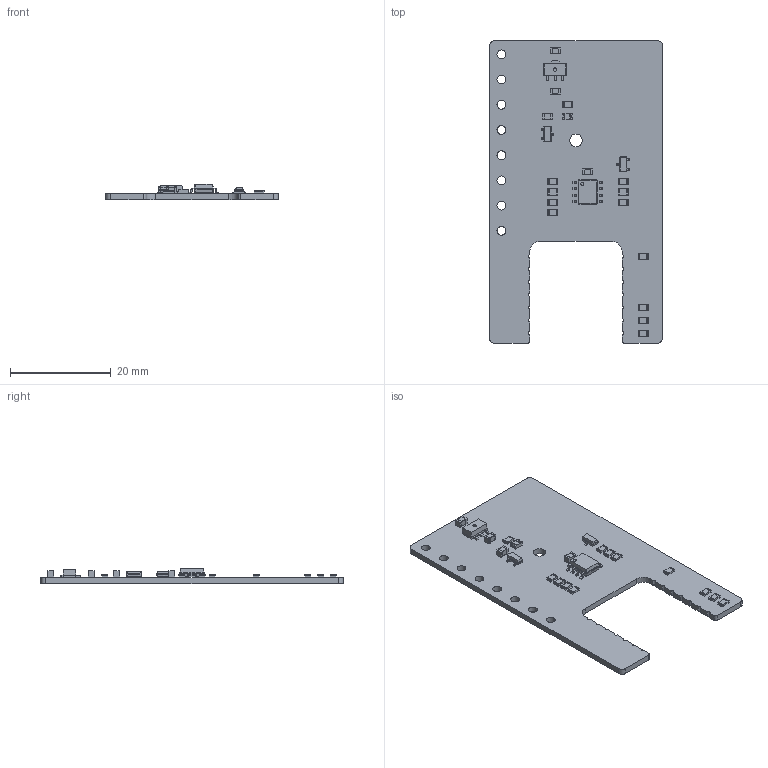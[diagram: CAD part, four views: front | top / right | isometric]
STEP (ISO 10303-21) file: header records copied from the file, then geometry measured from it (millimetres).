
FILE_DESCRIPTION(('KiCad electronic assembly'),'2;1');
FILE_NAME('RoomUnit_MQTT_PCB.step','2025-03-09T15:52:25',('Pcbnew'),( 'Kicad'),'Open CASCADE STEP processor 7.8','KiCad to STEP converter' ,'Unknown');
FILE_SCHEMA(('AUTOMOTIVE_DESIGN { 1 0 10303 214 1 1 1 1 }'));
Length unit declared in the file: millimetre
Products named in the file (14): RoomUnit_MQTT_PCB 1; R_0805_2012Metric; C_0805_2012Metric; SOT-23; SOT_23; D_0805_2012Metric; D_0805; SOT-89-3; CQ assembly; SOIC-8_3.9x4.9mm_P1.27mm; SOIC_8_39x49mm_P127mm; RoomUnit_MQTT_PCB_PCB
Assembly tree (28 placements, depth 3):
  RoomUnit_MQTT_PCB 1
    R_0805_2012Metric  x12
      R_0805_2012Metric
    C_0805_2012Metric  x4
      C_0805_2012Metric
    SOT-23  x2
      SOT_23
    D_0805_2012Metric
      D_0805
    SOT-89-3
      CQ assembly
    SOIC-8_3.9x4.9mm_P1.27mm
      SOIC_8_39x49mm_P127mm
    RoomUnit_MQTT_PCB_PCB
Bounding box: 34.3 x 60 x 3 mm (x, y, z)
Volume: 2077.7 mm3; surface area: 3996.4 mm2
Topology: 26 solids, 26 shells, 876 faces, 2247 edges, 1434 vertices
Faces by surface type: plane 543, cylinder 247, bspline 86
Full cylindrical faces by diameter (mm): 0.6 x1, 0.7 x1, 1.75 x8, 2.5 x1
Entity records: 15506 total; most frequent: CARTESIAN_POINT 2559, ORIENTED_EDGE 2206, DIRECTION 2045, EDGE_CURVE 1103, LINE 817, VECTOR 817, VERTEX_POINT 700, AXIS2_PLACEMENT_3D 614
